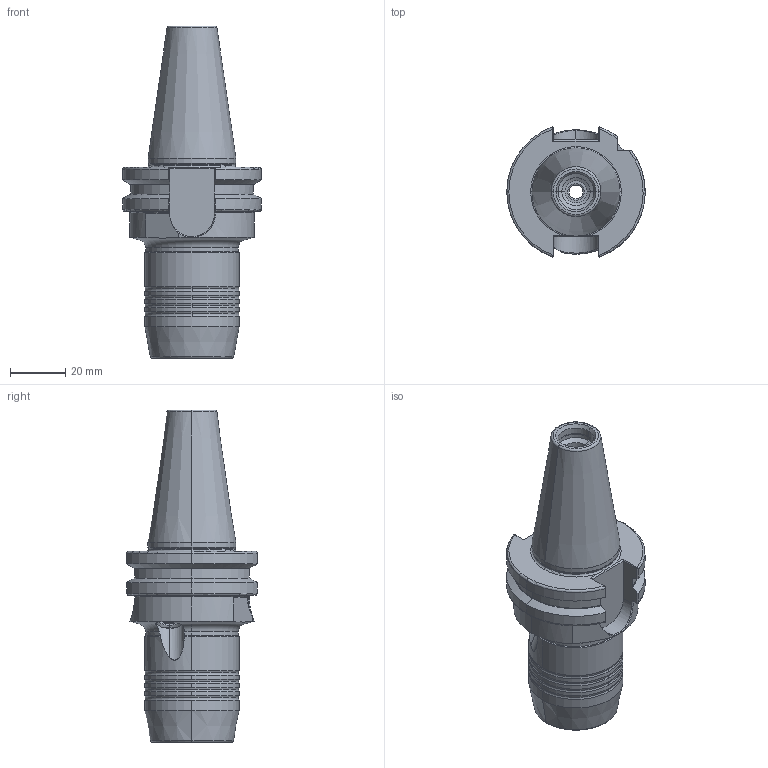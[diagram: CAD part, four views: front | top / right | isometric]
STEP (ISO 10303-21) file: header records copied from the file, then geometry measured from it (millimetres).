
FILE_DESCRIPTION (( 'STEP AP214' ), '1' );
FILE_NAME ('77.301.014 x=72_step.STEP', '2020-09-22T05:47:54', ( '' ), ( '' ), 'SwSTEP 2.0', 'SolidWorks 2018', '' );
FILE_SCHEMA (( 'AUTOMOTIVE_DESIGN' ));
Length unit declared in the file: millimetre
Products named in the file (1): 77.301.014 x=72_step
Bounding box: 49.95 x 46.97 x 119.8 mm (x, y, z)
Volume: 91284.2 mm3; surface area: 33990.7 mm2
Topology: 9 solids, 9 shells, 446 faces, 1055 edges, 630 vertices
Faces by surface type: cylinder 136, plane 109, cone 103, torus 78, bspline 16, sphere 4
Entity records: 22898 total; most frequent: CARTESIAN_POINT 7709, DIRECTION 2233, ORIENTED_EDGE 2076, EDGE_CURVE 1038, AXIS2_PLACEMENT_3D 929, VERTEX_POINT 627, CIRCLE 498, EDGE_LOOP 477
